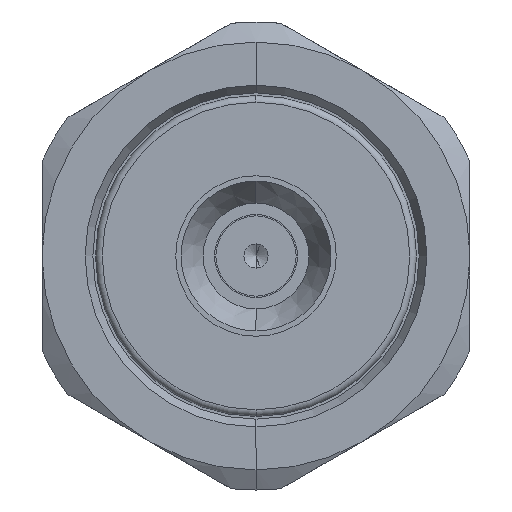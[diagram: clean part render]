
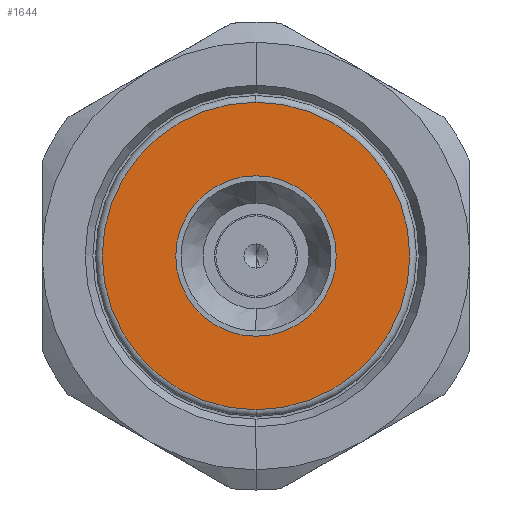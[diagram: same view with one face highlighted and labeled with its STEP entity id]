
A CAD part, left-side view. The second image highlights one B-rep face of the part: STEP entity #1644.
In plain terms, the highlighted planar face has unit normal (-1, 0, 0).
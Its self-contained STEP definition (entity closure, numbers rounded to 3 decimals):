
#109 = DIRECTION ( 'NONE',  ( 0., 0., 1. ) ) ;
#290 = CARTESIAN_POINT ( 'NONE',  ( -14.3, 0., 0. ) ) ;
#400 = DIRECTION ( 'NONE',  ( 1., 0., 0. ) ) ;
#635 = AXIS2_PLACEMENT_3D ( 'NONE', #290, #2430, #5038 ) ;
#656 = PLANE ( 'NONE',  #3244 ) ;
#941 = ORIENTED_EDGE ( 'NONE', *, *, #4680, .T. ) ;
#953 = CIRCLE ( 'NONE', #635, 5.75 ) ;
#1193 = VERTEX_POINT ( 'NONE', #2873 ) ;
#1519 = CIRCLE ( 'NONE', #4473, 3. ) ;
#1644 = ADVANCED_FACE ( 'NONE', ( #2249, #5894 ), #656, .T. ) ;
#2249 = FACE_OUTER_BOUND ( 'NONE', #5700, .T. ) ;
#2407 = VERTEX_POINT ( 'NONE', #5931 ) ;
#2430 = DIRECTION ( 'NONE',  ( 1., 0., 0. ) ) ;
#2603 = DIRECTION ( 'NONE',  ( 0., 0., -1. ) ) ;
#2873 = CARTESIAN_POINT ( 'NONE',  ( -14.3, 0., -3. ) ) ;
#3007 = EDGE_CURVE ( 'NONE', #5908, #3798, #953, .T. ) ;
#3116 = CARTESIAN_POINT ( 'NONE',  ( -14.3, 0., 0. ) ) ;
#3244 = AXIS2_PLACEMENT_3D ( 'NONE', #4833, #6359, #109 ) ;
#3399 = CIRCLE ( 'NONE', #3506, 5.75 ) ;
#3499 = AXIS2_PLACEMENT_3D ( 'NONE', #5059, #400, #4409 ) ;
#3506 = AXIS2_PLACEMENT_3D ( 'NONE', #3944, #4480, #5542 ) ;
#3798 = VERTEX_POINT ( 'NONE', #4931 ) ;
#3944 = CARTESIAN_POINT ( 'NONE',  ( -14.3, 0., 0. ) ) ;
#4112 = CARTESIAN_POINT ( 'NONE',  ( -14.3, 0., 5.75 ) ) ;
#4409 = DIRECTION ( 'NONE',  ( 0., 0., -1. ) ) ;
#4473 = AXIS2_PLACEMENT_3D ( 'NONE', #3116, #5147, #2603 ) ;
#4480 = DIRECTION ( 'NONE',  ( 1., 0., 0. ) ) ;
#4680 = EDGE_CURVE ( 'NONE', #2407, #1193, #6511, .T. ) ;
#4733 = ORIENTED_EDGE ( 'NONE', *, *, #3007, .F. ) ;
#4833 = CARTESIAN_POINT ( 'NONE',  ( -14.3, -5.75, 0. ) ) ;
#4931 = CARTESIAN_POINT ( 'NONE',  ( -14.3, 0., -5.75 ) ) ;
#5038 = DIRECTION ( 'NONE',  ( 0., 0., -1. ) ) ;
#5059 = CARTESIAN_POINT ( 'NONE',  ( -14.3, 0., 0. ) ) ;
#5147 = DIRECTION ( 'NONE',  ( 1., 0., 0. ) ) ;
#5155 = EDGE_CURVE ( 'NONE', #1193, #2407, #1519, .T. ) ;
#5542 = DIRECTION ( 'NONE',  ( 0., 0., -1. ) ) ;
#5547 = EDGE_CURVE ( 'NONE', #3798, #5908, #3399, .T. ) ;
#5700 = EDGE_LOOP ( 'NONE', ( #6307, #4733 ) ) ;
#5851 = ORIENTED_EDGE ( 'NONE', *, *, #5155, .T. ) ;
#5894 = FACE_BOUND ( 'NONE', #5997, .T. ) ;
#5908 = VERTEX_POINT ( 'NONE', #4112 ) ;
#5931 = CARTESIAN_POINT ( 'NONE',  ( -14.3, 0., 3. ) ) ;
#5997 = EDGE_LOOP ( 'NONE', ( #5851, #941 ) ) ;
#6307 = ORIENTED_EDGE ( 'NONE', *, *, #5547, .F. ) ;
#6359 = DIRECTION ( 'NONE',  ( -1., 0., 0. ) ) ;
#6511 = CIRCLE ( 'NONE', #3499, 3. ) ;
